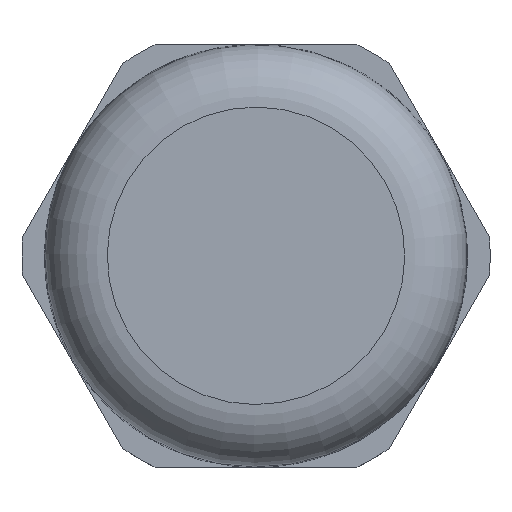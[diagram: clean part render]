
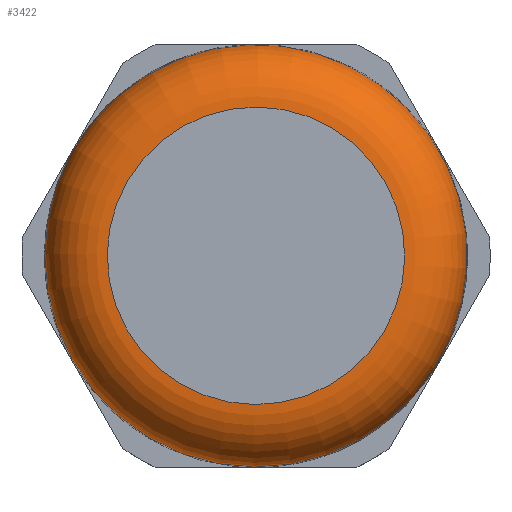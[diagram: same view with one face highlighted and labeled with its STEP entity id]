
A CAD part, top view. The second image highlights one B-rep face of the part: STEP entity #3422.
In plain terms, the highlighted toroidal (fillet/blend) face has major radius 5.973 mm and minor radius 2.5 mm.
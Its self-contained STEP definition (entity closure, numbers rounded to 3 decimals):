
#33=TOROIDAL_SURFACE('',#3812,5.973,2.5);
#321=FACE_OUTER_BOUND('',#497,.T.);
#497=EDGE_LOOP('',(#3048,#3049,#3050,#3051,#3052,#3053,#3054));
#598=CIRCLE('',#3635,8.472);
#599=CIRCLE('',#3636,8.472);
#600=CIRCLE('',#3637,8.472);
#706=CIRCLE('',#3813,5.973);
#707=CIRCLE('',#3814,2.5);
#708=CIRCLE('',#3815,5.973);
#1488=VERTEX_POINT('',#7229);
#1489=VERTEX_POINT('',#7231);
#1490=VERTEX_POINT('',#7233);
#1579=VERTEX_POINT('',#7564);
#1580=VERTEX_POINT('',#7565);
#1897=EDGE_CURVE('',#1489,#1488,#598,.T.);
#1898=EDGE_CURVE('',#1490,#1489,#599,.T.);
#1899=EDGE_CURVE('',#1488,#1490,#600,.T.);
#2070=EDGE_CURVE('',#1579,#1580,#706,.T.);
#2071=EDGE_CURVE('',#1580,#1490,#707,.T.);
#2072=EDGE_CURVE('',#1580,#1579,#708,.T.);
#3048=ORIENTED_EDGE('',*,*,#2070,.T.);
#3049=ORIENTED_EDGE('',*,*,#2071,.T.);
#3050=ORIENTED_EDGE('',*,*,#1898,.T.);
#3051=ORIENTED_EDGE('',*,*,#1897,.T.);
#3052=ORIENTED_EDGE('',*,*,#1899,.T.);
#3053=ORIENTED_EDGE('',*,*,#2071,.F.);
#3054=ORIENTED_EDGE('',*,*,#2072,.T.);
#3422=ADVANCED_FACE('',(#321),#33,.T.);
#3635=AXIS2_PLACEMENT_3D('',#7232,#4391,#4392);
#3636=AXIS2_PLACEMENT_3D('',#7234,#4393,#4394);
#3637=AXIS2_PLACEMENT_3D('',#7235,#4395,#4396);
#3812=AXIS2_PLACEMENT_3D('',#7563,#4810,#4811);
#3813=AXIS2_PLACEMENT_3D('',#7566,#4812,#4813);
#3814=AXIS2_PLACEMENT_3D('',#7567,#4814,#4815);
#3815=AXIS2_PLACEMENT_3D('',#7568,#4816,#4817);
#4391=DIRECTION('center_axis',(0.,0.,
1.));
#4392=DIRECTION('ref_axis',(0.943,0.334,0.));
#4393=DIRECTION('center_axis',(0.,0.,
1.));
#4394=DIRECTION('ref_axis',(0.943,0.334,0.));
#4395=DIRECTION('center_axis',(0.,0.,
1.));
#4396=DIRECTION('ref_axis',(0.943,0.334,0.));
#4810=DIRECTION('center_axis',(0.,0.,
1.));
#4811=DIRECTION('ref_axis',(-0.334,0.943,0.));
#4812=DIRECTION('center_axis',(0.,0.,
-1.));
#4813=DIRECTION('ref_axis',(0.943,0.334,0.));
#4814=DIRECTION('center_axis',(0.943,0.334,0.));
#4815=DIRECTION('ref_axis',(0.334,-0.943,0.));
#4816=DIRECTION('center_axis',(0.,0.,
-1.));
#4817=DIRECTION('ref_axis',(0.943,0.334,0.));
#7229=CARTESIAN_POINT('',(-7.986,-2.828,3.694));
#7231=CARTESIAN_POINT('',(1.062,8.405,3.694));
#7232=CARTESIAN_POINT('Origin',(0.,0.,
3.694));
#7233=CARTESIAN_POINT('',(2.828,-7.986,3.694));
#7234=CARTESIAN_POINT('Origin',(0.,0.,
3.694));
#7235=CARTESIAN_POINT('Origin',(0.,0.,
3.694));
#7563=CARTESIAN_POINT('Origin',(0.,0.,
3.65));
#7564=CARTESIAN_POINT('',(-5.63,-1.994,6.15));
#7565=CARTESIAN_POINT('',(1.994,-5.63,6.15));
#7566=CARTESIAN_POINT('Origin',(0.,0.,
6.15));
#7567=CARTESIAN_POINT('Origin',(1.994,-5.63,3.65));
#7568=CARTESIAN_POINT('Origin',(0.,0.,
6.15));
